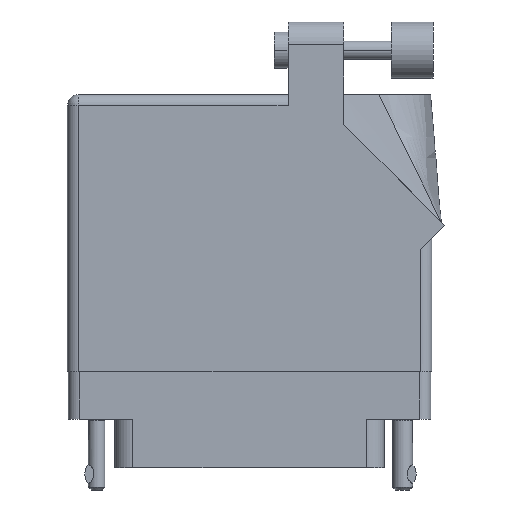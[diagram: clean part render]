
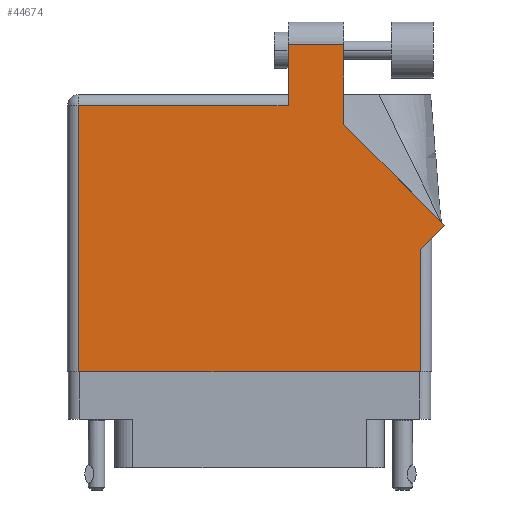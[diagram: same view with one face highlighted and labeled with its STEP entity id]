
A CAD part, front view. The second image highlights one B-rep face of the part: STEP entity #44674.
In plain terms, the highlighted face is planar.
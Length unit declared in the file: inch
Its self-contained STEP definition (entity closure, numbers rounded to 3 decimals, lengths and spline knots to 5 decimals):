
#290 = CARTESIAN_POINT ( 'NONE',  ( 0.062, 0., 0. ) ) ;
#1848 = VERTEX_POINT ( 'NONE', #30137 ) ;
#1930 = ORIENTED_EDGE ( 'NONE', *, *, #38792, .T. ) ;
#2751 = DIRECTION ( 'NONE',  ( -1., 0., 0. ) ) ;
#2922 = VERTEX_POINT ( 'NONE', #33376 ) ;
#3119 = CARTESIAN_POINT ( 'NONE',  ( 0.062, 0., 0. ) ) ;
#3586 = LINE ( 'NONE', #12703, #25126 ) ;
#4677 = ORIENTED_EDGE ( 'NONE', *, *, #14307, .T. ) ;
#7312 = VECTOR ( 'NONE', #43426, 39.37008 ) ;
#7966 = ORIENTED_EDGE ( 'NONE', *, *, #40132, .T. ) ;
#8344 = VECTOR ( 'NONE', #32258, 39.37008 ) ;
#8367 = ORIENTED_EDGE ( 'NONE', *, *, #19962, .T. ) ;
#8679 = AXIS2_PLACEMENT_3D ( 'NONE', #9863, #13746, #46789 ) ;
#8839 = EDGE_CURVE ( 'NONE', #34749, #22287, #20392, .T. ) ;
#8923 = VERTEX_POINT ( 'NONE', #31212 ) ;
#9108 = ORIENTED_EDGE ( 'NONE', *, *, #19669, .T. ) ;
#9863 = CARTESIAN_POINT ( 'NONE',  ( 0., 1.53, 0. ) ) ;
#10493 = VECTOR ( 'NONE', #28450, 39.37008 ) ;
#12303 = VERTEX_POINT ( 'NONE', #34190 ) ;
#12703 = CARTESIAN_POINT ( 'NONE',  ( 2.08071, 0.80771, 0. ) ) ;
#13746 = DIRECTION ( 'NONE',  ( 0., 0., -1. ) ) ;
#14307 = EDGE_CURVE ( 'NONE', #2922, #34749, #3586, .T. ) ;
#15399 = DIRECTION ( 'NONE',  ( 0., -1., 0. ) ) ;
#16174 = EDGE_CURVE ( 'NONE', #23922, #8923, #18561, .T. ) ;
#18561 = LINE ( 'NONE', #36094, #19135 ) ;
#19135 = VECTOR ( 'NONE', #21280, 39.37008 ) ;
#19669 = EDGE_CURVE ( 'NONE', #33860, #1848, #36446, .T. ) ;
#19962 = EDGE_CURVE ( 'NONE', #1848, #23922, #32349, .T. ) ;
#20334 = CARTESIAN_POINT ( 'NONE',  ( 1.217, 1.805, 0. ) ) ;
#20392 = LINE ( 'NONE', #33806, #10493 ) ;
#20905 = EDGE_LOOP ( 'NONE', ( #46539, #1930, #26124, #9108, #8367, #32451, #46126, #7966, #4677 ) ) ;
#20945 = EDGE_CURVE ( 'NONE', #8923, #12303, #21729, .T. ) ;
#21280 = DIRECTION ( 'NONE',  ( 1., 0., 0. ) ) ;
#21388 = PLANE ( 'NONE',  #8679 ) ;
#21729 = LINE ( 'NONE', #46542, #8344 ) ;
#22287 = VERTEX_POINT ( 'NONE', #47682 ) ;
#22484 = FACE_OUTER_BOUND ( 'NONE', #20905, .T. ) ;
#22942 = VECTOR ( 'NONE', #2751, 39.37008 ) ;
#23922 = VERTEX_POINT ( 'NONE', #3119 ) ;
#24556 = DIRECTION ( 'NONE',  ( 0.707, 0.707, 0. ) ) ;
#24612 = CARTESIAN_POINT ( 'NONE',  ( 1.217, 1.468, 0. ) ) ;
#25126 = VECTOR ( 'NONE', #46218, 39.37008 ) ;
#26124 = ORIENTED_EDGE ( 'NONE', *, *, #32435, .T. ) ;
#28450 = DIRECTION ( 'NONE',  ( 0., 1., 0. ) ) ;
#28866 = DIRECTION ( 'NONE',  ( 0., -1., 0. ) ) ;
#30137 = CARTESIAN_POINT ( 'NONE',  ( 0.062, 1.468, 0. ) ) ;
#31212 = CARTESIAN_POINT ( 'NONE',  ( 1.948, 0., 0. ) ) ;
#32045 = CARTESIAN_POINT ( 'NONE',  ( 1.217, 1.805, 0. ) ) ;
#32258 = DIRECTION ( 'NONE',  ( 0., 1., 0. ) ) ;
#32349 = LINE ( 'NONE', #290, #32912 ) ;
#32435 = EDGE_CURVE ( 'NONE', #44388, #33860, #35620, .T. ) ;
#32451 = ORIENTED_EDGE ( 'NONE', *, *, #16174, .T. ) ;
#32912 = VECTOR ( 'NONE', #15399, 39.37008 ) ;
#32928 = CARTESIAN_POINT ( 'NONE',  ( 1.217, 1.53, 0. ) ) ;
#33376 = CARTESIAN_POINT ( 'NONE',  ( 2.08071, 0.80771, 0. ) ) ;
#33806 = CARTESIAN_POINT ( 'NONE',  ( 1.524, 1.36442, 0. ) ) ;
#33860 = VERTEX_POINT ( 'NONE', #24612 ) ;
#34190 = CARTESIAN_POINT ( 'NONE',  ( 1.948, 0.675, 0. ) ) ;
#34749 = VERTEX_POINT ( 'NONE', #44684 ) ;
#35620 = LINE ( 'NONE', #32928, #37343 ) ;
#35644 = VECTOR ( 'NONE', #24556, 39.37008 ) ;
#36094 = CARTESIAN_POINT ( 'NONE',  ( 0., 0., 0. ) ) ;
#36446 = LINE ( 'NONE', #39387, #7312 ) ;
#37343 = VECTOR ( 'NONE', #28866, 39.37008 ) ;
#38792 = EDGE_CURVE ( 'NONE', #22287, #44388, #42761, .T. ) ;
#39387 = CARTESIAN_POINT ( 'NONE',  ( 0., 1.468, 0. ) ) ;
#40132 = EDGE_CURVE ( 'NONE', #12303, #2922, #45509, .T. ) ;
#42761 = LINE ( 'NONE', #32045, #22942 ) ;
#43426 = DIRECTION ( 'NONE',  ( -1., 0., 0. ) ) ;
#44388 = VERTEX_POINT ( 'NONE', #20334 ) ;
#44674 = ADVANCED_FACE ( 'NONE', ( #22484 ), #21388, .F. ) ;
#44684 = CARTESIAN_POINT ( 'NONE',  ( 1.524, 1.36442, 0. ) ) ;
#45509 = LINE ( 'NONE', #46845, #35644 ) ;
#46126 = ORIENTED_EDGE ( 'NONE', *, *, #20945, .T. ) ;
#46218 = DIRECTION ( 'NONE',  ( -0.707, 0.707, 0. ) ) ;
#46539 = ORIENTED_EDGE ( 'NONE', *, *, #8839, .T. ) ;
#46542 = CARTESIAN_POINT ( 'NONE',  ( 1.948, 0.737, 0. ) ) ;
#46789 = DIRECTION ( 'NONE',  ( -1., 0., 0. ) ) ;
#46845 = CARTESIAN_POINT ( 'NONE',  ( 2.01, 0.737, 0. ) ) ;
#47682 = CARTESIAN_POINT ( 'NONE',  ( 1.524, 1.805, 0. ) ) ;
